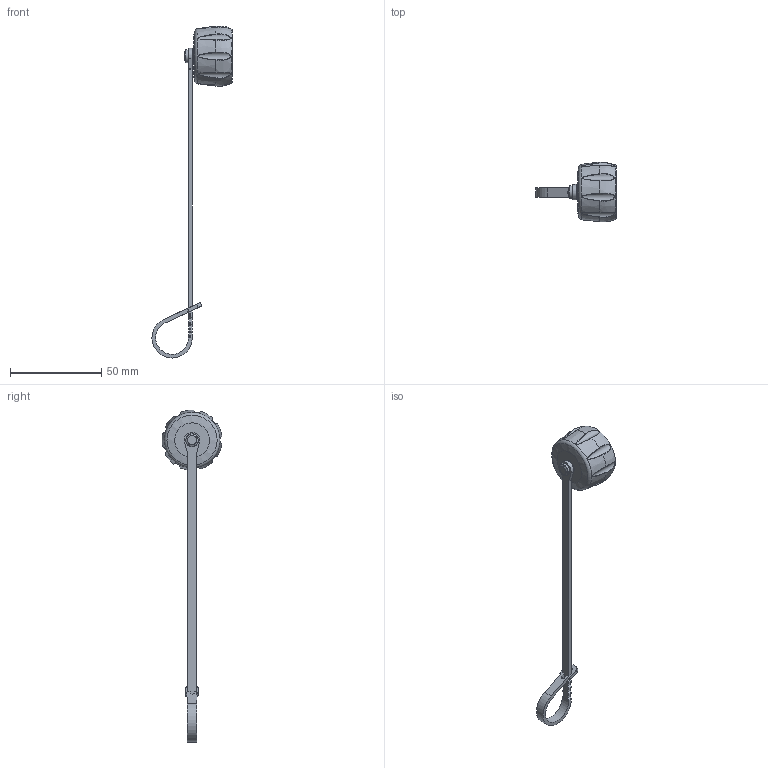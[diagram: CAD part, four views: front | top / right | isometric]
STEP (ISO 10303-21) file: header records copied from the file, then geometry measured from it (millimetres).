
FILE_DESCRIPTION(/* description */ (''),/* implementation_level */ '2;1');
FILE_NAME(/* name */ '08_3107_000_000_001_00.stp',/* time_stamp */ '2014-07-23T15:37:18+02:00',/* author */ (''),/* organization */ (''),/* preprocessor_version */ 'ST-DEVELOPER v14',/* originating_system */ 'SIEMENS PLM Software NX 8.0',/* authorisation */ '');
FILE_SCHEMA (('AP203_CONFIGURATION_CONTROLLED_3D_DESIGN_OF_MECHANICAL_PARTS_AND_ASSEMBLIES_MIM_LF { 1 0 10303 403 2 1 2}'));
Length unit declared in the file: millimetre
Products named in the file (1): cerl0524817D5iqq
Bounding box: 43.78 x 32.73 x 181.49 mm (x, y, z)
Volume: 12291.4 mm3; surface area: 7538.7 mm2
Topology: 1 solids, 1 shells, 214 faces, 555 edges, 347 vertices
Faces by surface type: cylinder 83, plane 72, bspline 44, torus 12, cone 3
Full cylindrical faces by diameter (mm): 7 x2, 27.3 x1
Entity records: 8680 total; most frequent: CARTESIAN_POINT 3582, ORIENTED_EDGE 1068, DIRECTION 1023, EDGE_CURVE 534, AXIS2_PLACEMENT_3D 380, VERTEX_POINT 340, LINE 263, VECTOR 263
